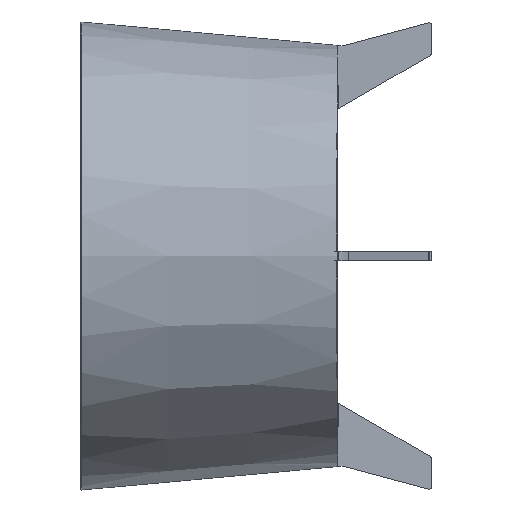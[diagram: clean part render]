
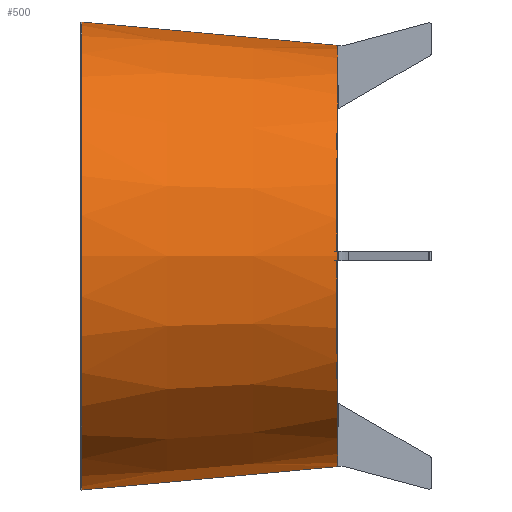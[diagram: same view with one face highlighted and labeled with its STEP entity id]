
A CAD part, left-side view. The second image highlights one B-rep face of the part: STEP entity #500.
In plain terms, the highlighted conical face has half-angle 5.223 degrees and reference radius 450 mm.
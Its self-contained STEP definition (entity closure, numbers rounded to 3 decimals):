
#6 = CARTESIAN_POINT ( 'NONE',  ( 0., 747., 500. ) ) ;
#93 = DIRECTION ( 'NONE',  ( 0., 0., 1. ) ) ;
#217 = ORIENTED_EDGE ( 'NONE', *, *, #260, .T. ) ;
#255 = ORIENTED_EDGE ( 'NONE', *, *, #1629, .F. ) ;
#260 = EDGE_CURVE ( 'NONE', #589, #2482, #315, .T. ) ;
#305 = DIRECTION ( 'NONE',  ( 0., 1., 0. ) ) ;
#315 = LINE ( 'NONE', #1364, #1804 ) ;
#423 = AXIS2_PLACEMENT_3D ( 'NONE', #2168, #305, #1145 ) ;
#500 = ADVANCED_FACE ( 'NONE', ( #772 ), #516, .T. ) ;
#516 = CONICAL_SURFACE ( 'NONE', #2474, 450., 0.091 ) ;
#589 = VERTEX_POINT ( 'NONE', #893 ) ;
#596 = CIRCLE ( 'NONE', #1356, 450. ) ;
#601 = CIRCLE ( 'NONE', #423, 500. ) ;
#635 = DIRECTION ( 'NONE',  ( 0., 0.996, 0.091 ) ) ;
#772 = FACE_OUTER_BOUND ( 'NONE', #2160, .T. ) ;
#778 = VECTOR ( 'NONE', #635, 1000. ) ;
#893 = CARTESIAN_POINT ( 'NONE',  ( 0.088, 200., -450. ) ) ;
#975 = ORIENTED_EDGE ( 'NONE', *, *, #1351, .T. ) ;
#1145 = DIRECTION ( 'NONE',  ( 0., 0., 1. ) ) ;
#1220 = DIRECTION ( 'NONE',  ( 0., 0., 1. ) ) ;
#1297 = EDGE_CURVE ( 'NONE', #1540, #2482, #601, .T. ) ;
#1346 = CARTESIAN_POINT ( 'NONE',  ( 0.098, 747., -500. ) ) ;
#1351 = EDGE_CURVE ( 'NONE', #2208, #589, #596, .T. ) ;
#1356 = AXIS2_PLACEMENT_3D ( 'NONE', #2020, #2005, #1220 ) ;
#1364 = CARTESIAN_POINT ( 'NONE',  ( 0.088, 200., -450. ) ) ;
#1540 = VERTEX_POINT ( 'NONE', #6 ) ;
#1607 = CARTESIAN_POINT ( 'NONE',  ( 0., 200., 0. ) ) ;
#1629 = EDGE_CURVE ( 'NONE', #2208, #1540, #2353, .T. ) ;
#1804 = VECTOR ( 'NONE', #1992, 1000. ) ;
#1992 = DIRECTION ( 'NONE',  ( 0., 0.996, -0.091 ) ) ;
#2005 = DIRECTION ( 'NONE',  ( 0., 1., 0. ) ) ;
#2020 = CARTESIAN_POINT ( 'NONE',  ( 0., 200., 0. ) ) ;
#2160 = EDGE_LOOP ( 'NONE', ( #255, #975, #217, #2529 ) ) ;
#2168 = CARTESIAN_POINT ( 'NONE',  ( 0., 747., 0. ) ) ;
#2208 = VERTEX_POINT ( 'NONE', #2387 ) ;
#2306 = CARTESIAN_POINT ( 'NONE',  ( 0., 200., 450. ) ) ;
#2353 = LINE ( 'NONE', #2306, #778 ) ;
#2387 = CARTESIAN_POINT ( 'NONE',  ( 0., 200., 450. ) ) ;
#2407 = DIRECTION ( 'NONE',  ( 0., 1., 0. ) ) ;
#2474 = AXIS2_PLACEMENT_3D ( 'NONE', #1607, #2407, #93 ) ;
#2482 = VERTEX_POINT ( 'NONE', #1346 ) ;
#2529 = ORIENTED_EDGE ( 'NONE', *, *, #1297, .F. ) ;
